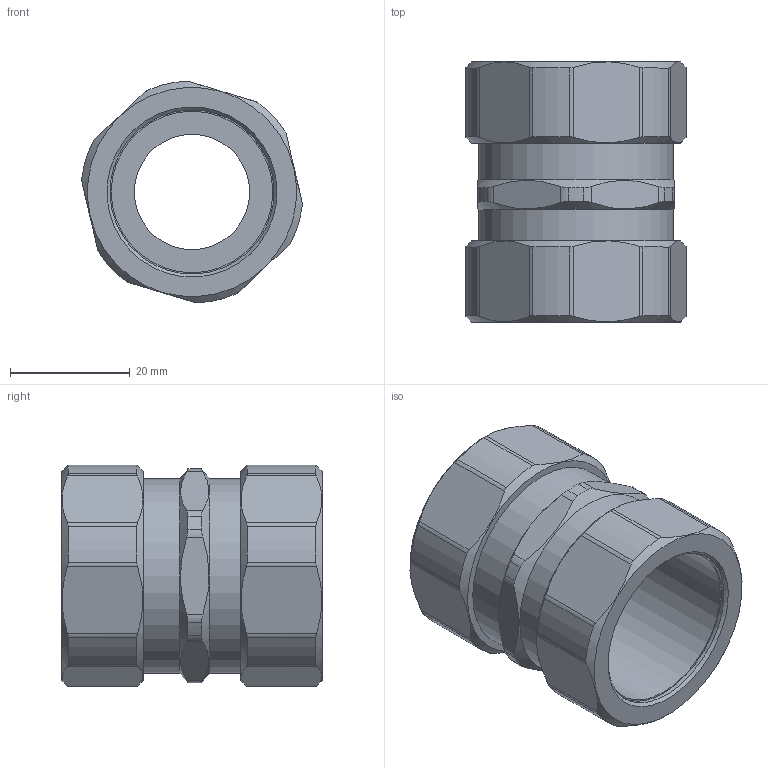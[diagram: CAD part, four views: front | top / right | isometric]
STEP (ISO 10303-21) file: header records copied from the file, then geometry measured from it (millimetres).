
FILE_DESCRIPTION(/* description */ (''),/* implementation_level */ '2;1');
FILE_NAME(/* name */ '',/* time_stamp */ '2025-06-06T11:38:34+07:00',/* author */ ('zeta-82'),/* organization */ (''),/* preprocessor_version */ 'ST-DEVELOPER v19.2',/* originating_system */ 'Autodesk Inventor 2024',/* authorisation */ '');
FILE_SCHEMA (('AUTOMOTIVE_DESIGN { 1 0 10303 214 3 1 1 }'));
Length unit declared in the file: millimetre
Products named in the file (1): АТР-20
Bounding box: 36.9 x 43.59 x 37.08 mm (x, y, z)
Volume: 19034.8 mm3; surface area: 12043.9 mm2
Topology: 1 solids, 1 shells, 97 faces, 264 edges, 176 vertices
Faces by surface type: cylinder 62, plane 27, cone 8
Full cylindrical faces by diameter (mm): 19.3 x1, 20 x1, 27 x2, 27.45 x2, 32.55 x2
Entity records: 3382 total; most frequent: CARTESIAN_POINT 978, ORIENTED_EDGE 528, DIRECTION 412, EDGE_CURVE 264, VERTEX_POINT 176, AXIS2_PLACEMENT_3D 162, EDGE_LOOP 106, FACE_OUTER_BOUND 97
